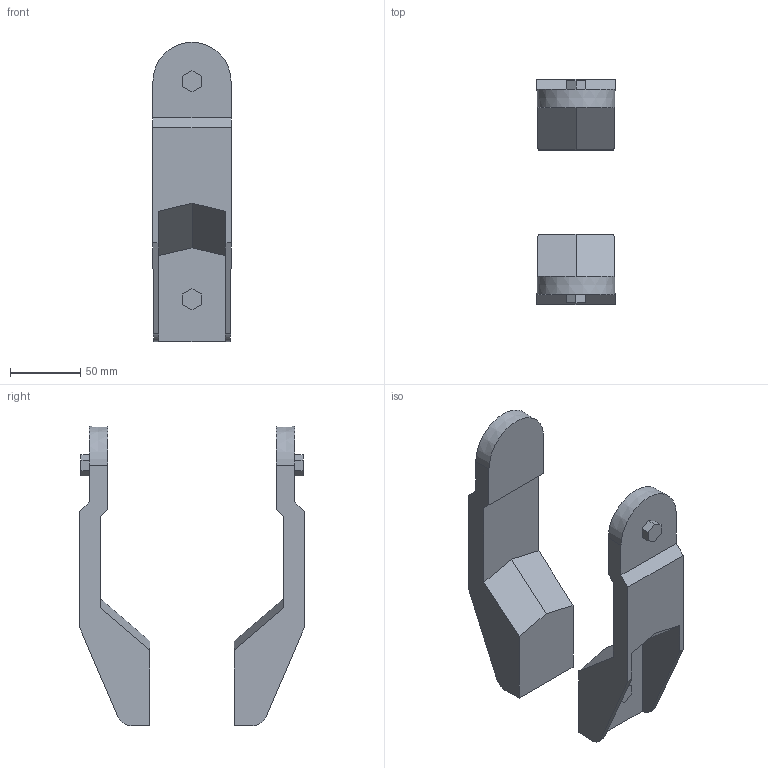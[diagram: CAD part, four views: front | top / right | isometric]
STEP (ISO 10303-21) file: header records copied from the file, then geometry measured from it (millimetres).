
FILE_DESCRIPTION(('STEP AP214'),'1');
FILE_NAME('cctmp_D76E2BC1-2223-4C99-A39E-86F0F92AB9EE_2020_1_17_6_49_9_962..stp','2020-01-17T05:49:10',('Bosch Rexroth AG'),('CADClick - www.CADClick.com'),'Spatial InterOp 3D',' ','unknown authorization - (Healing Option Enabled)');
FILE_SCHEMA(('AUTOMOTIVE_DESIGN'));
Length unit declared in the file: millimetre
Products named in the file (1): 1
Bounding box: 55.75 x 160 x 212.98 mm (x, y, z)
Volume: 316810 mm3; surface area: 77980.8 mm2
Topology: 2 solids, 2 shells, 72 faces, 192 edges, 128 vertices
Faces by surface type: plane 66, cylinder 4, cone 2
Entity records: 2804 total; most frequent: CARTESIAN_POINT 394, ORIENTED_EDGE 384, DIRECTION 352, EDGE_CURVE 192, LINE 180, VECTOR 180, VERTEX_POINT 128, AXIS2_PLACEMENT_3D 86
